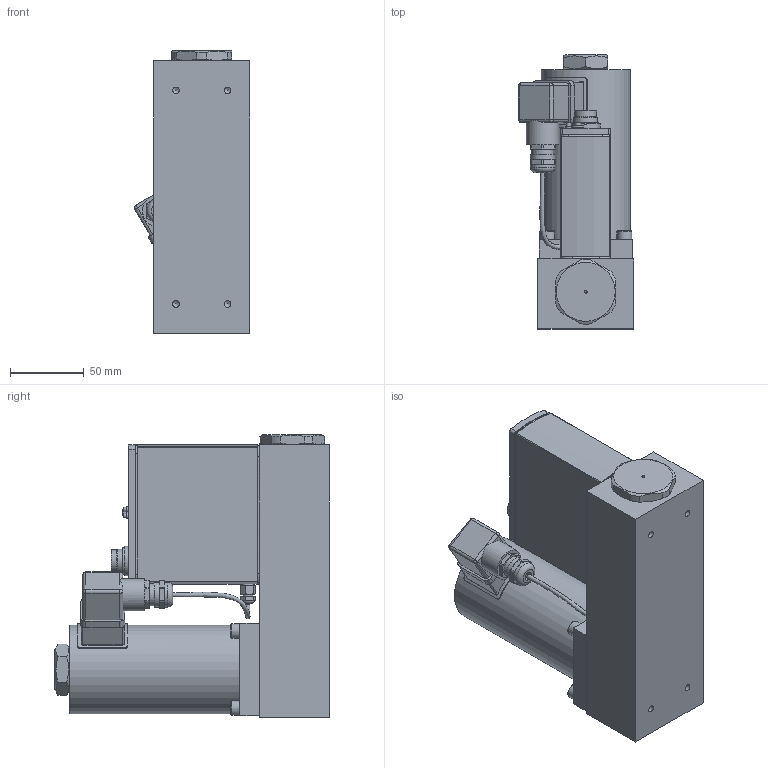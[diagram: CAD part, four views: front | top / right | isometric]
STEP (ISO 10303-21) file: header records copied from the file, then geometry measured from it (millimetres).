
FILE_DESCRIPTION(/* description */ (''),/* implementation_level */ '2;1');
FILE_NAME(/* name */ 'M+W D-6371 F-004BI.stp',/* time_stamp */ '2019-03-12T12:26:47+01:00',/* author */ ('marleen'),/* organization */ (''),/* preprocessor_version */ 'ST-DEVELOPER v17',/* originating_system */ 'Autodesk Inventor 2018',/* authorisation */ '');
FILE_SCHEMA (('AUTOMOTIVE_DESIGN { 1 0 10303 214 3 1 1 }'));
Length unit declared in the file: millimetre
Products named in the file (1): Part10
Bounding box: 78.26 x 186.1 x 192 mm (x, y, z)
Volume: 1290995.5 mm3; surface area: 128323.2 mm2
Topology: 5 solids, 19 shells, 566 faces, 1474 edges, 1031 vertices
Faces by surface type: plane 275, cylinder 189, bspline 41, cone 28, torus 21, sphere 12
Full cylindrical faces by diameter (mm): 1 x8, 1.822 x3, 2.013 x2, 2.459 x3, 2.88 x2, 3 x6, 3.4 x4, 3.75 x2, 4 x2, 4.459 x4, 4.917 x1, 5.4 x1, 5.5 x3, 6 x5, 6.7 x1, 7 x1, 8.3 x1, 10 x4, 14.5 x1, 15 x2, 16 x2, 16.64 x2, 18 x1, 18.1 x1, 19.6 x1, 20 x1, 22 x1, 37.172 x1, 60.3 x2, 61.5 x1
Entity records: 19274 total; most frequent: CARTESIAN_POINT 4840, DIRECTION 2951, ORIENTED_EDGE 2808, EDGE_CURVE 1404, AXIS2_PLACEMENT_3D 1146, VERTEX_POINT 944, LINE 659, VECTOR 659
